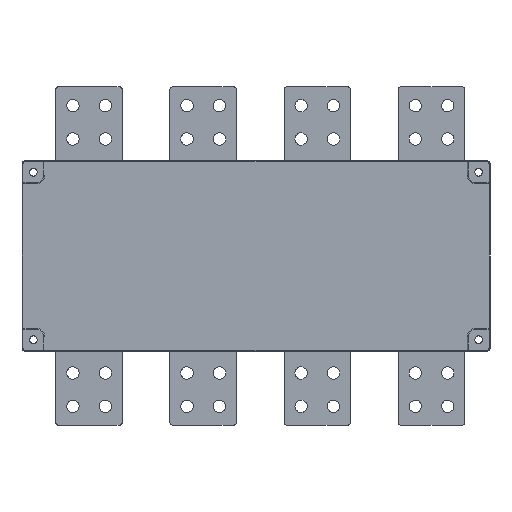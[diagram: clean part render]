
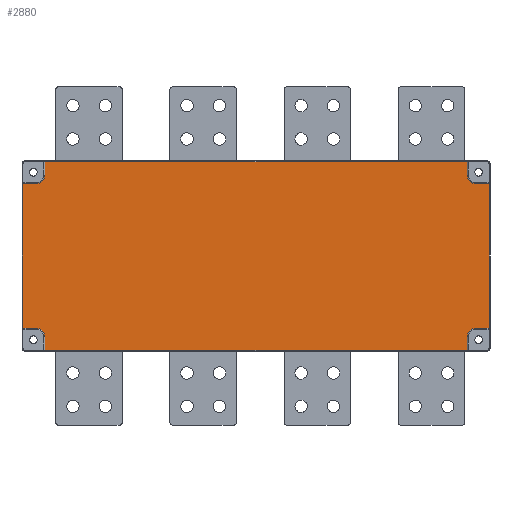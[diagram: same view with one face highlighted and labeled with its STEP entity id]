
A CAD part, front view. The second image highlights one B-rep face of the part: STEP entity #2880.
In plain terms, the highlighted planar face has unit normal (0, -1, 0).
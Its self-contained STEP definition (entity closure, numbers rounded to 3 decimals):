
#1=CARTESIAN_POINT('',(-173.,0.,-85.));
#2=DIRECTION('',(0.,-1.,0.));
#3=DIRECTION('',(1.,0.,0.));
#4=AXIS2_PLACEMENT_3D('',#1,#2,#3);
#6=DIRECTION('',(-1.,0.,0.));
#7=VECTOR('',#6,14.);
#8=CARTESIAN_POINT('',(-173.,0.,-76.));
#9=LINE('',#8,#7);
#10=CARTESIAN_POINT('',(-173.,0.,85.));
#11=DIRECTION('',(0.,-1.,0.));
#12=DIRECTION('',(0.,0.,-1.));
#13=AXIS2_PLACEMENT_3D('',#10,#11,#12);
#15=DIRECTION('',(0.,0.,1.));
#16=VECTOR('',#15,14.);
#17=CARTESIAN_POINT('',(-164.,0.,85.));
#18=LINE('',#17,#16);
#19=DIRECTION('',(0.,0.,-1.));
#20=VECTOR('',#19,14.);
#21=CARTESIAN_POINT('',(280.,0.,99.));
#22=LINE('',#21,#20);
#23=CARTESIAN_POINT('',(289.,0.,85.));
#24=DIRECTION('',(0.,-1.,0.));
#25=DIRECTION('',(-1.,0.,0.));
#26=AXIS2_PLACEMENT_3D('',#23,#24,#25);
#28=DIRECTION('',(-1.,0.,0.));
#29=VECTOR('',#28,14.);
#30=CARTESIAN_POINT('',(303.,0.,-76.));
#31=LINE('',#30,#29);
#32=CARTESIAN_POINT('',(289.,0.,-85.));
#33=DIRECTION('',(0.,-1.,0.));
#34=DIRECTION('',(0.,0.,1.));
#35=AXIS2_PLACEMENT_3D('',#32,#33,#34);
#37=DIRECTION('',(0.,0.,-1.));
#38=VECTOR('',#37,14.);
#39=CARTESIAN_POINT('',(280.,0.,-85.));
#40=LINE('',#39,#38);
#45=DIRECTION('',(1.,0.,0.));
#46=VECTOR('',#45,444.);
#47=CARTESIAN_POINT('',(-164.,0.,-99.));
#48=LINE('',#47,#46);
#286=DIRECTION('',(-1.,0.,0.));
#287=VECTOR('',#286,14.);
#288=CARTESIAN_POINT('',(303.,0.,76.));
#289=LINE('',#288,#287);
#298=DIRECTION('',(0.,0.,1.));
#299=VECTOR('',#298,152.);
#300=CARTESIAN_POINT('',(303.,0.,-76.));
#301=LINE('',#300,#299);
#396=DIRECTION('',(-1.,0.,0.));
#397=VECTOR('',#396,444.);
#398=CARTESIAN_POINT('',(280.,0.,99.));
#399=LINE('',#398,#397);
#583=DIRECTION('',(0.,0.,-1.));
#584=VECTOR('',#583,152.);
#585=CARTESIAN_POINT('',(-187.,0.,76.));
#586=LINE('',#585,#584);
#696=DIRECTION('',(-1.,0.,0.));
#697=VECTOR('',#696,14.);
#698=CARTESIAN_POINT('',(-173.,0.,76.));
#699=LINE('',#698,#697);
#731=DIRECTION('',(0.,0.,-1.));
#732=VECTOR('',#731,14.);
#733=CARTESIAN_POINT('',(-164.,0.,-85.));
#734=LINE('',#733,#732);
#2221=CARTESIAN_POINT('',(-164.,0.,-99.));
#2222=CARTESIAN_POINT('',(280.,0.,-99.));
#2223=VERTEX_POINT('',#2221);
#2224=VERTEX_POINT('',#2222);
#2225=CARTESIAN_POINT('',(-164.,0.,-85.));
#2226=VERTEX_POINT('',#2225);
#2227=CARTESIAN_POINT('',(-173.,0.,-76.));
#2228=VERTEX_POINT('',#2227);
#2229=CARTESIAN_POINT('',(-187.,0.,-76.));
#2230=VERTEX_POINT('',#2229);
#2231=CARTESIAN_POINT('',(-187.,0.,76.));
#2232=VERTEX_POINT('',#2231);
#2233=CARTESIAN_POINT('',(-173.,0.,76.));
#2234=VERTEX_POINT('',#2233);
#2235=CARTESIAN_POINT('',(-164.,0.,85.));
#2236=VERTEX_POINT('',#2235);
#2237=CARTESIAN_POINT('',(-164.,0.,99.));
#2238=VERTEX_POINT('',#2237);
#2239=CARTESIAN_POINT('',(280.,0.,99.));
#2240=VERTEX_POINT('',#2239);
#2241=CARTESIAN_POINT('',(280.,0.,85.));
#2242=VERTEX_POINT('',#2241);
#2243=CARTESIAN_POINT('',(289.,0.,76.));
#2244=VERTEX_POINT('',#2243);
#2245=CARTESIAN_POINT('',(303.,0.,76.));
#2246=VERTEX_POINT('',#2245);
#2247=CARTESIAN_POINT('',(303.,0.,-76.));
#2248=VERTEX_POINT('',#2247);
#2249=CARTESIAN_POINT('',(289.,0.,-76.));
#2250=VERTEX_POINT('',#2249);
#2251=CARTESIAN_POINT('',(280.,0.,-85.));
#2252=VERTEX_POINT('',#2251);
#2841=CARTESIAN_POINT('',(0.,0.,0.));
#2842=DIRECTION('',(0.,1.,0.));
#2843=DIRECTION('',(1.,0.,0.));
#2844=AXIS2_PLACEMENT_3D('',#2841,#2842,#2843);
#2845=PLANE('',#2844);
#2847=ORIENTED_EDGE('',*,*,#2846,.F.);
#2849=ORIENTED_EDGE('',*,*,#2848,.F.);
#2851=ORIENTED_EDGE('',*,*,#2850,.T.);
#2853=ORIENTED_EDGE('',*,*,#2852,.T.);
#2855=ORIENTED_EDGE('',*,*,#2854,.F.);
#2857=ORIENTED_EDGE('',*,*,#2856,.F.);
#2859=ORIENTED_EDGE('',*,*,#2858,.T.);
#2861=ORIENTED_EDGE('',*,*,#2860,.T.);
#2863=ORIENTED_EDGE('',*,*,#2862,.F.);
#2865=ORIENTED_EDGE('',*,*,#2864,.T.);
#2867=ORIENTED_EDGE('',*,*,#2866,.T.);
#2869=ORIENTED_EDGE('',*,*,#2868,.F.);
#2871=ORIENTED_EDGE('',*,*,#2870,.F.);
#2873=ORIENTED_EDGE('',*,*,#2872,.T.);
#2875=ORIENTED_EDGE('',*,*,#2874,.T.);
#2877=ORIENTED_EDGE('',*,*,#2876,.T.);
#2878=EDGE_LOOP('',(#2847,#2849,#2851,#2853,#2855,#2857,#2859,#2861,#2863,#2865,
#2867,#2869,#2871,#2873,#2875,#2877));
#2879=FACE_OUTER_BOUND('',#2878,.F.);
#5=CIRCLE('',#4,9.);
#14=CIRCLE('',#13,9.);
#27=CIRCLE('',#26,9.);
#36=CIRCLE('',#35,9.);
#2846=EDGE_CURVE('',#2223,#2224,#48,.T.);
#2848=EDGE_CURVE('',#2226,#2223,#734,.T.);
#2850=EDGE_CURVE('',#2226,#2228,#5,.T.);
#2852=EDGE_CURVE('',#2228,#2230,#9,.T.);
#2854=EDGE_CURVE('',#2232,#2230,#586,.T.);
#2856=EDGE_CURVE('',#2234,#2232,#699,.T.);
#2858=EDGE_CURVE('',#2234,#2236,#14,.T.);
#2860=EDGE_CURVE('',#2236,#2238,#18,.T.);
#2862=EDGE_CURVE('',#2240,#2238,#399,.T.);
#2864=EDGE_CURVE('',#2240,#2242,#22,.T.);
#2866=EDGE_CURVE('',#2242,#2244,#27,.T.);
#2868=EDGE_CURVE('',#2246,#2244,#289,.T.);
#2870=EDGE_CURVE('',#2248,#2246,#301,.T.);
#2872=EDGE_CURVE('',#2248,#2250,#31,.T.);
#2874=EDGE_CURVE('',#2250,#2252,#36,.T.);
#2876=EDGE_CURVE('',#2252,#2224,#40,.T.);
#2880=ADVANCED_FACE('',(#2879),#2845,.F.);
